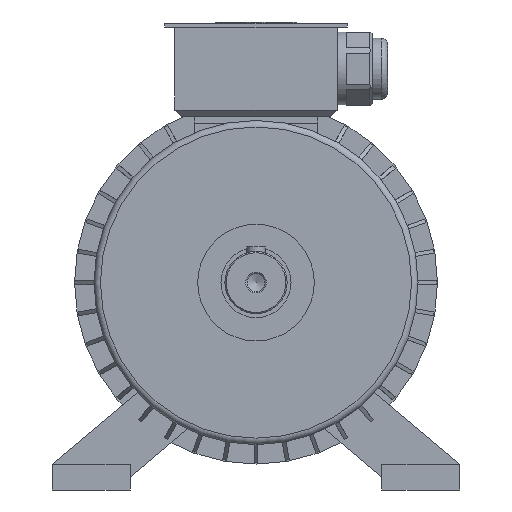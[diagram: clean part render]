
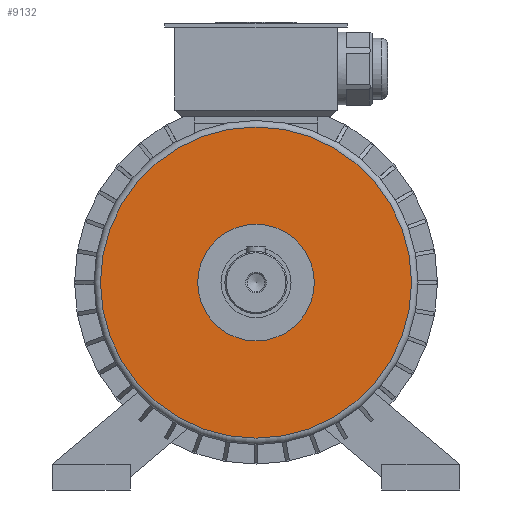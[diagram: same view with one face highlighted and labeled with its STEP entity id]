
A CAD part, front view. The second image highlights one B-rep face of the part: STEP entity #9132.
In plain terms, the highlighted planar face has unit normal (0, -1, 0).
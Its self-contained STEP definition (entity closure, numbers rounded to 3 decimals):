
#343=CIRCLE('',#9656,120.);
#344=CIRCLE('',#9657,45.);
#1042=ORIENTED_EDGE('',*,*,#2904,.T.);
#1043=ORIENTED_EDGE('',*,*,#2905,.T.);
#2904=EDGE_CURVE('',#3819,#3819,#343,.F.);
#2905=EDGE_CURVE('',#3820,#3820,#344,.T.);
#3819=VERTEX_POINT('',#12907);
#3820=VERTEX_POINT('',#12909);
#5508=EDGE_LOOP('',(#1042));
#5509=EDGE_LOOP('',(#1043));
#5917=FACE_BOUND('',#5508,.T.);
#5918=FACE_BOUND('',#5509,.T.);
#6307=PLANE('',#9655);
#9132=ADVANCED_FACE('',(#5917,#5918),#6307,.F.);
#9655=AXIS2_PLACEMENT_3D('',#12905,#10831,#10832);
#9656=AXIS2_PLACEMENT_3D('',#12906,#10833,#10834);
#9657=AXIS2_PLACEMENT_3D('',#12908,#10835,#10836);
#10831=DIRECTION('',(0.,1.,0.));
#10832=DIRECTION('',(0.,0.,1.));
#10833=DIRECTION('',(0.,1.,0.));
#10834=DIRECTION('',(0.,0.,1.));
#10835=DIRECTION('',(0.,1.,0.));
#10836=DIRECTION('',(1.,0.,0.));
#12905=CARTESIAN_POINT('',(0.,-35.,0.));
#12906=CARTESIAN_POINT('',(0.,-35.,0.));
#12907=CARTESIAN_POINT('',(0.,-35.,120.));
#12908=CARTESIAN_POINT('',(0.,-35.,0.));
#12909=CARTESIAN_POINT('',(45.,-35.,0.));
